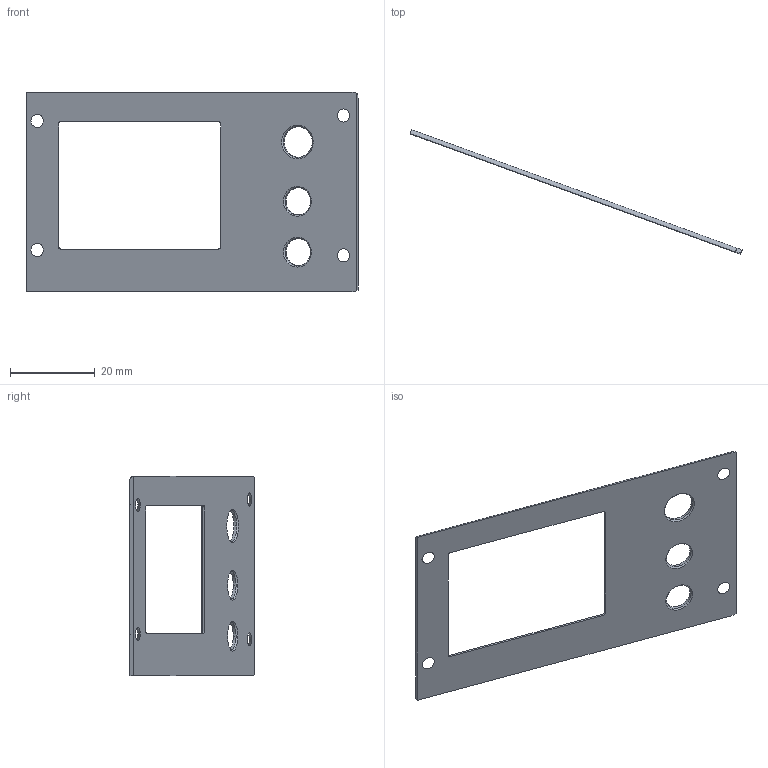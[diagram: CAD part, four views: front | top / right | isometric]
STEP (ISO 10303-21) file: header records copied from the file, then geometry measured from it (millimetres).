
FILE_DESCRIPTION (( 'STEP AP214' ), '1' );
FILE_NAME ('Encolsure_JBC-AD-SF_SEPARATED_TOP_top.STEP', '2024-11-03T20:37:23', ( '' ), ( '' ), 'SwSTEP 2.0', 'SolidWorks 2020', '' );
FILE_SCHEMA (( 'AUTOMOTIVE_DESIGN' ));
Length unit declared in the file: millimetre
Products named in the file (1): Encolsure_JBC-AD-SF_SEPARATED_TOP_top
Bounding box: 78.34 x 29.33 x 47.1 mm (x, y, z)
Volume: 2486.7 mm3; surface area: 5494.8 mm2
Topology: 1 solids, 1 shells, 45 faces, 114 edges, 71 vertices
Faces by surface type: cone 18, cylinder 13, plane 13, bspline 1
Entity records: 1436 total; most frequent: CARTESIAN_POINT 272, DIRECTION 244, ORIENTED_EDGE 228, EDGE_CURVE 114, AXIS2_PLACEMENT_3D 93, VERTEX_POINT 71, EDGE_LOOP 61, VECTOR 58
